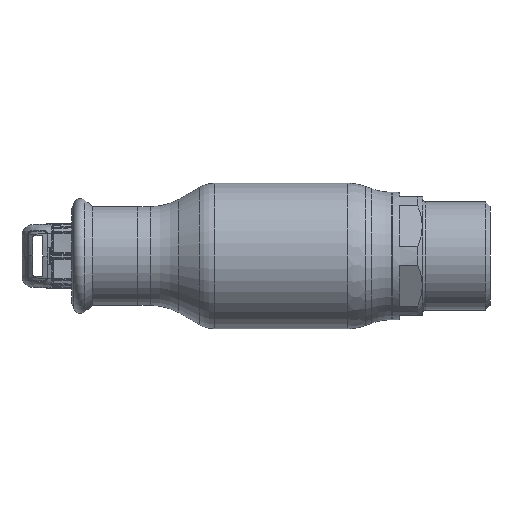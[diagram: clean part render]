
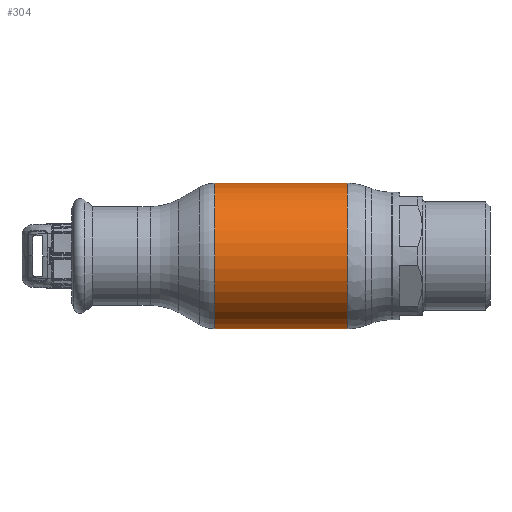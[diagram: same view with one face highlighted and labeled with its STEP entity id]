
A CAD part, front view. The second image highlights one B-rep face of the part: STEP entity #304.
In plain terms, the highlighted cylindrical face has radius 28.25 mm (diameter 56.5 mm), a partial arc.
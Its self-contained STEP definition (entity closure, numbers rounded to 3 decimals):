
#304 = ADVANCED_FACE ( 'NONE', ( #29957 ), #55288, .T. ) ;
#5477 = EDGE_CURVE ( 'NONE', #32926, #7884, #8162, .T. ) ;
#7884 = VERTEX_POINT ( 'NONE', #34828 ) ;
#8162 = LINE ( 'NONE', #24656, #41858 ) ;
#8611 = CARTESIAN_POINT ( 'NONE',  ( 26.673, 0., 0. ) ) ;
#11397 = CARTESIAN_POINT ( 'NONE',  ( -62.69, 0., 0. ) ) ;
#14036 = ORIENTED_EDGE ( 'NONE', *, *, #27108, .T. ) ;
#15237 = LINE ( 'NONE', #35563, #35586 ) ;
#15425 = CARTESIAN_POINT ( 'NONE',  ( -24.785, 0., 0. ) ) ;
#15693 = DIRECTION ( 'NONE',  ( -1., 0., 0. ) ) ;
#15910 = AXIS2_PLACEMENT_3D ( 'NONE', #8611, #44717, #17809 ) ;
#17486 = DIRECTION ( 'NONE',  ( -1., 0., 0. ) ) ;
#17809 = DIRECTION ( 'NONE',  ( 0., 0., 1. ) ) ;
#21358 = CIRCLE ( 'NONE', #15910, 28.25 ) ;
#22056 = AXIS2_PLACEMENT_3D ( 'NONE', #15425, #23864, #37859 ) ;
#23864 = DIRECTION ( 'NONE',  ( -1., 0., 0. ) ) ;
#24656 = CARTESIAN_POINT ( 'NONE',  ( -62.69, 0., -28.25 ) ) ;
#26557 = ORIENTED_EDGE ( 'NONE', *, *, #50515, .F. ) ;
#27108 = EDGE_CURVE ( 'NONE', #32926, #45190, #21358, .T. ) ;
#29670 = AXIS2_PLACEMENT_3D ( 'NONE', #11397, #15693, #51258 ) ;
#29957 = FACE_OUTER_BOUND ( 'NONE', #43353, .T. ) ;
#31881 = EDGE_CURVE ( 'NONE', #45190, #36350, #15237, .T. ) ;
#32926 = VERTEX_POINT ( 'NONE', #52093 ) ;
#33503 = DIRECTION ( 'NONE',  ( -1., 0., 0. ) ) ;
#34828 = CARTESIAN_POINT ( 'NONE',  ( -24.785, 0., -28.25 ) ) ;
#35563 = CARTESIAN_POINT ( 'NONE',  ( -62.69, 0., 28.25 ) ) ;
#35586 = VECTOR ( 'NONE', #17486, 1000. ) ;
#36350 = VERTEX_POINT ( 'NONE', #37217 ) ;
#36944 = CARTESIAN_POINT ( 'NONE',  ( 26.673, 0., 28.25 ) ) ;
#37217 = CARTESIAN_POINT ( 'NONE',  ( -24.785, 0., 28.25 ) ) ;
#37859 = DIRECTION ( 'NONE',  ( 0., 0., 1. ) ) ;
#41858 = VECTOR ( 'NONE', #33503, 1000. ) ;
#43353 = EDGE_LOOP ( 'NONE', ( #52748, #14036, #55958, #26557 ) ) ;
#44717 = DIRECTION ( 'NONE',  ( -1., 0., 0. ) ) ;
#45190 = VERTEX_POINT ( 'NONE', #36944 ) ;
#50515 = EDGE_CURVE ( 'NONE', #7884, #36350, #55125, .T. ) ;
#51258 = DIRECTION ( 'NONE',  ( 0., 0., 1. ) ) ;
#52093 = CARTESIAN_POINT ( 'NONE',  ( 26.673, 0., -28.25 ) ) ;
#52748 = ORIENTED_EDGE ( 'NONE', *, *, #5477, .F. ) ;
#55125 = CIRCLE ( 'NONE', #22056, 28.25 ) ;
#55288 = CYLINDRICAL_SURFACE ( 'NONE', #29670, 28.25 ) ;
#55958 = ORIENTED_EDGE ( 'NONE', *, *, #31881, .T. ) ;
